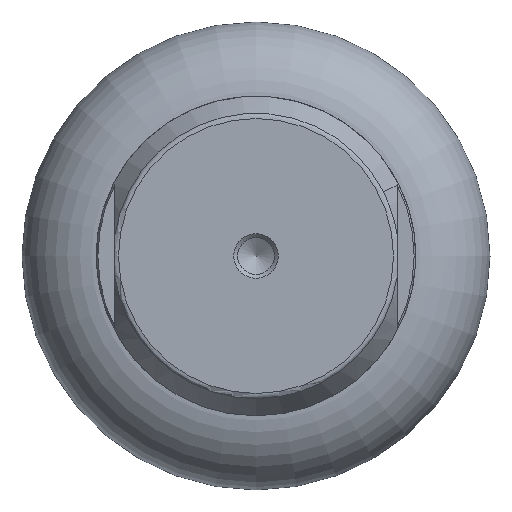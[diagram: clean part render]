
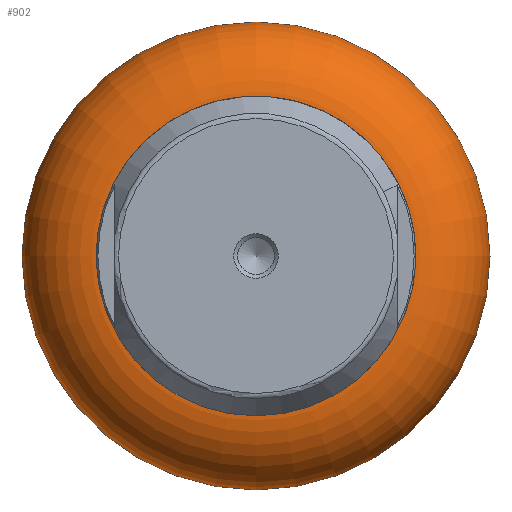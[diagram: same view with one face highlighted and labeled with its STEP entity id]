
A CAD part, front view. The second image highlights one B-rep face of the part: STEP entity #902.
In plain terms, the highlighted toroidal (fillet/blend) face has major radius 10.25 mm and minor radius 5.5 mm.
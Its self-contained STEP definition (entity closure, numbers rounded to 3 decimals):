
#133=TOROIDAL_SURFACE('',#1075,10.25,5.5);
#184=CIRCLE('',#1070,10.25);
#186=CIRCLE('',#1074,10.25);
#337=ORIENTED_EDGE('',*,*,#457,.T.);
#338=ORIENTED_EDGE('',*,*,#459,.F.);
#457=EDGE_CURVE('',#546,#546,#184,.T.);
#459=EDGE_CURVE('',#548,#548,#186,.T.);
#546=VERTEX_POINT('',#1605);
#548=VERTEX_POINT('',#1611);
#687=EDGE_LOOP('',(#337));
#688=EDGE_LOOP('',(#338));
#809=FACE_BOUND('',#687,.T.);
#810=FACE_BOUND('',#688,.T.);
#902=ADVANCED_FACE('',(#809,#810),#133,.T.);
#1070=AXIS2_PLACEMENT_3D('',#1604,#1320,#1321);
#1074=AXIS2_PLACEMENT_3D('',#1610,#1328,#1329);
#1075=AXIS2_PLACEMENT_3D('',#1612,#1330,#1331);
#1320=DIRECTION('',(0.,-1.,0.));
#1321=DIRECTION('',(0.,0.,-1.));
#1328=DIRECTION('',(0.,-1.,0.));
#1329=DIRECTION('',(0.,0.,-1.));
#1330=DIRECTION('',(0.,-1.,0.));
#1331=DIRECTION('',(0.,0.,-1.));
#1604=CARTESIAN_POINT('',(0.,5.5,0.));
#1605=CARTESIAN_POINT('',(0.,5.5,-10.25));
#1610=CARTESIAN_POINT('',(0.,-5.5,0.));
#1611=CARTESIAN_POINT('',(0.,-5.5,-10.25));
#1612=CARTESIAN_POINT('',(0.,0.,0.));
